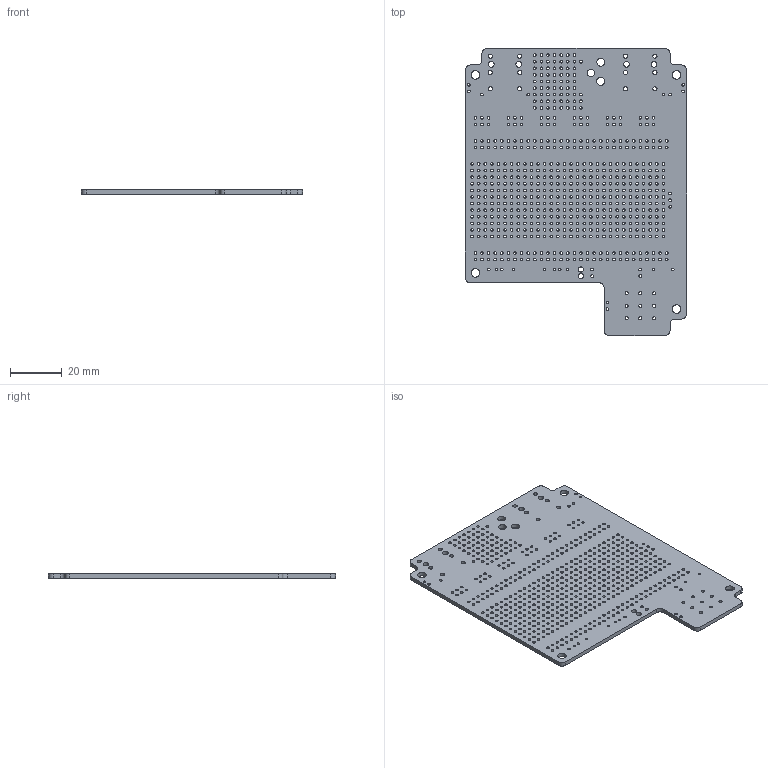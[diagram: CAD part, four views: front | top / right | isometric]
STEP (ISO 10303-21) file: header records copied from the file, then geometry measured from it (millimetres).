
FILE_DESCRIPTION(('KiCad electronic assembly'),'2;1');
FILE_NAME('kicadBoard.step','2022-11-06T23:58:41',('Pcbnew'),('Kicad'), 'Open CASCADE STEP processor 7.6','KiCad to STEP converter','Unknown' );
FILE_SCHEMA(('AUTOMOTIVE_DESIGN { 1 0 10303 214 1 1 1 1 }'));
Length unit declared in the file: millimetre
Products named in the file (2): kicadBoard 1; _autosave-kicadBoard PCB
Assembly tree (1 placements, depth 2):
  kicadBoard 1
    _autosave-kicadBoard PCB
Bounding box: 85.09 x 110.49 x 1.6 mm (x, y, z)
Volume: 12138.5 mm3; surface area: 19229 mm2
Topology: 1 solids, 1 shells, 670 faces, 2004 edges, 1336 vertices
Faces by surface type: cylinder 656, plane 14
Full cylindrical faces by diameter (mm): 0.9 x2, 1.016 x603, 1.118 x5, 1.2 x9, 1.6 x12, 2.032 x2, 2.2 x4, 2.997 x2, 3.2 x1, 3.302 x4
Entity records: 52055 total; most frequent: DIRECTION 8668, CARTESIAN_POINT 8020, ORIENTED_EDGE 4008, PCURVE 4008, DEFINITIONAL_REPRESENTATION 4008, LINE 3388, VECTOR 3388, CIRCLE 2624
